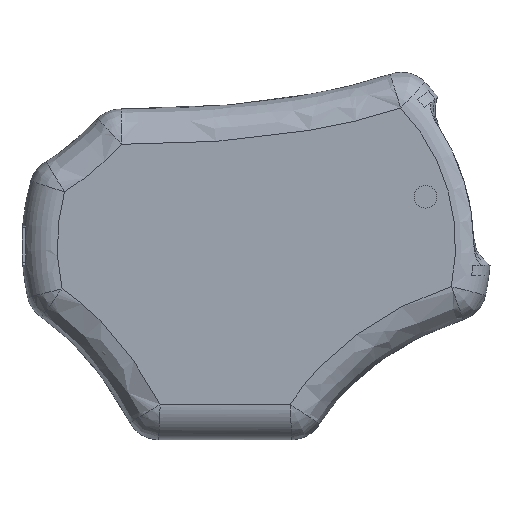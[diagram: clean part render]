
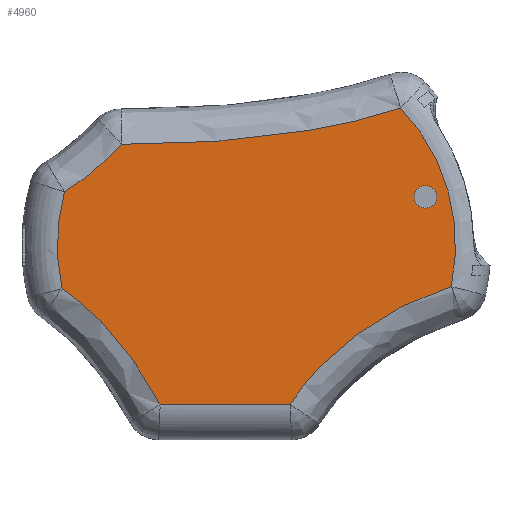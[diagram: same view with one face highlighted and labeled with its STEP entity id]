
A CAD part, front view. The second image highlights one B-rep face of the part: STEP entity #4960.
In plain terms, the highlighted planar face has unit normal (0, -1, 0).
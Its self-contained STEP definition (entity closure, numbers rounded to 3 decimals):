
#18=FACE_BOUND('',#826,.T.);
#172=CIRCLE('',#5222,2.25);
#199=CIRCLE('',#5285,39.5);
#206=CIRCLE('',#5294,39.5);
#329=PLANE('',#5297);
#545=FACE_OUTER_BOUND('',#825,.T.);
#825=EDGE_LOOP('',(#3968,#3969,#3970,#3971,#3972,#3973,#3974));
#826=EDGE_LOOP('',(#3975));
#1130=LINE('',#10797,#1484);
#1484=VECTOR('',#5991,10.);
#1880=B_SPLINE_CURVE_WITH_KNOTS('',3,(#10447,#10448,#10449,#10450,#10451,
#10452,#10453,#10454,#10455,#10456,#10457,#10458,#10459,#10460,#10461,#10462),
 .UNSPECIFIED.,.F.,.F.,(4,1,1,1,1,2,1,1,1,1,1,1,4),(0.03,
0.047,0.093,0.187,0.561,
1.308,2.067,2.574,2.827,2.953,
3.017,3.048,3.06),.UNSPECIFIED.);
#1882=B_SPLINE_CURVE_WITH_KNOTS('',3,(#10577,#10578,#10579,#10580,#10581,
#10582,#10583,#10584,#10585,#10586,#10587,#10588,#10589,#10590,#10591),
 .UNSPECIFIED.,.F.,.F.,(4,1,1,1,1,2,1,1,1,1,1,4),(0.02,0.027,
0.054,0.108,0.215,0.376,
1.03,1.194,1.357,1.439,1.48,
1.499),.UNSPECIFIED.);
#1890=B_SPLINE_CURVE_WITH_KNOTS('',3,(#10920,#10921,#10922,#10923,#10924,
#10925,#10926,#10927,#10928,#10929,#10930,#10931,#10932,#10933,#10934,#10935,
#10936,#10937),.UNSPECIFIED.,.F.,.F.,(4,1,1,1,1,1,2,1,2,1,1,1,1,4),(0.021,
0.087,0.174,0.348,0.695,
1.39,2.433,3.493,4.288,5.065,
5.453,5.55,5.599,5.614),
 .UNSPECIFIED.);
#1897=B_SPLINE_CURVE_WITH_KNOTS('',3,(#11238,#11239,#11240,#11241,#11242,
#11243,#11244,#11245,#11246,#11247,#11248,#11249,#11250,#11251,#11252,#11253,
#11254),.UNSPECIFIED.,.F.,.F.,(4,1,1,1,1,2,1,2,1,1,1,1,4),(0.029,
0.034,0.068,0.137,0.41,
0.957,2.145,3.035,3.628,3.924,
3.998,4.035,4.044),.UNSPECIFIED.);
#2174=VERTEX_POINT('',#9100);
#2238=VERTEX_POINT('',#10162);
#2242=VERTEX_POINT('',#10197);
#2243=VERTEX_POINT('',#10209);
#2249=VERTEX_POINT('',#10435);
#2250=VERTEX_POINT('',#10576);
#2256=VERTEX_POINT('',#10782);
#2258=VERTEX_POINT('',#10919);
#2733=EDGE_CURVE('',#2174,#2174,#172,.T.);
#2859=EDGE_CURVE('',#2242,#2243,#199,.T.);
#2869=EDGE_CURVE('',#2249,#2242,#1880,.T.);
#2871=EDGE_CURVE('',#2243,#2250,#1882,.T.);
#2881=EDGE_CURVE('',#2256,#2249,#1130,.T.);
#2883=EDGE_CURVE('',#2250,#2258,#1890,.T.);
#2892=EDGE_CURVE('',#2238,#2256,#1897,.T.);
#2894=EDGE_CURVE('',#2258,#2238,#206,.T.);
#3968=ORIENTED_EDGE('',*,*,#2859,.F.);
#3969=ORIENTED_EDGE('',*,*,#2869,.F.);
#3970=ORIENTED_EDGE('',*,*,#2881,.F.);
#3971=ORIENTED_EDGE('',*,*,#2892,.F.);
#3972=ORIENTED_EDGE('',*,*,#2894,.F.);
#3973=ORIENTED_EDGE('',*,*,#2883,.F.);
#3974=ORIENTED_EDGE('',*,*,#2871,.F.);
#3975=ORIENTED_EDGE('',*,*,#2733,.T.);
#4960=ADVANCED_FACE('',(#545,#18),#329,.F.);
#5222=AXIS2_PLACEMENT_3D('',#9101,#5802,#5803);
#5285=AXIS2_PLACEMENT_3D('',#10210,#5979,#5980);
#5294=AXIS2_PLACEMENT_3D('',#11274,#5999,#6000);
#5297=AXIS2_PLACEMENT_3D('',#11355,#6009,#6010);
#5802=DIRECTION('center_axis',(0.,1.,0.));
#5803=DIRECTION('ref_axis',(1.,0.,0.));
#5979=DIRECTION('center_axis',(0.,1.,0.));
#5980=DIRECTION('ref_axis',(-1.,0.,0.026));
#5991=DIRECTION('',(-1.,0.,0.));
#5999=DIRECTION('center_axis',(0.,1.,0.));
#6000=DIRECTION('ref_axis',(0.989,0.,-0.15));
#6009=DIRECTION('center_axis',(0.,1.,0.));
#6010=DIRECTION('ref_axis',(1.,0.,0.));
#9100=CARTESIAN_POINT('',(31.29,0.,9.61));
#9101=CARTESIAN_POINT('Origin',(33.54,0.,9.61));
#10162=CARTESIAN_POINT('',(38.645,0.,-8.172));
#10197=CARTESIAN_POINT('',(-38.545,0.,-8.632));
#10209=CARTESIAN_POINT('',(-38.046,0.,10.618));
#10210=CARTESIAN_POINT('Origin',(0.,0.,0.));
#10435=CARTESIAN_POINT('',(-19.077,0.,-31.566));
#10447=CARTESIAN_POINT('Ctrl Pts',(-19.077,0.,
-31.566));
#10448=CARTESIAN_POINT('Ctrl Pts',(-19.104,0.,
-31.517));
#10449=CARTESIAN_POINT('Ctrl Pts',(-19.206,0.,
-31.33));
#10450=CARTESIAN_POINT('Ctrl Pts',(-19.458,0.,
-30.871));
#10451=CARTESIAN_POINT('Ctrl Pts',(-20.293,0.,
-29.373));
#10452=CARTESIAN_POINT('Ctrl Pts',(-22.349,0.,
-25.87));
#10453=CARTESIAN_POINT('Ctrl Pts',(-24.442,0.,
-22.757));
#10454=CARTESIAN_POINT('Ctrl Pts',(-27.482,0.,
-18.752));
#10455=CARTESIAN_POINT('Ctrl Pts',(-30.239,0.,
-15.547));
#10456=CARTESIAN_POINT('Ctrl Pts',(-33.989,0.,
-12.092));
#10457=CARTESIAN_POINT('Ctrl Pts',(-36.307,0.,
-10.248));
#10458=CARTESIAN_POINT('Ctrl Pts',(-37.498,0.,
-9.369));
#10459=CARTESIAN_POINT('Ctrl Pts',(-38.1,0.,
-8.941));
#10460=CARTESIAN_POINT('Ctrl Pts',(-38.393,0.,
-8.738));
#10461=CARTESIAN_POINT('Ctrl Pts',(-38.512,0.,
-8.655));
#10462=CARTESIAN_POINT('Ctrl Pts',(-38.545,0.,
-8.632));
#10576=CARTESIAN_POINT('',(-26.668,0.,20.02));
#10577=CARTESIAN_POINT('Ctrl Pts',(-38.046,0.,
10.618));
#10578=CARTESIAN_POINT('Ctrl Pts',(-38.027,0.,
10.629));
#10579=CARTESIAN_POINT('Ctrl Pts',(-37.931,0.,
10.685));
#10580=CARTESIAN_POINT('Ctrl Pts',(-37.682,0.,
10.834));
#10581=CARTESIAN_POINT('Ctrl Pts',(-37.146,0.,
11.161));
#10582=CARTESIAN_POINT('Ctrl Pts',(-36.24,0.,
11.742));
#10583=CARTESIAN_POINT('Ctrl Pts',(-35.502,0.,
12.254));
#10584=CARTESIAN_POINT('Ctrl Pts',(-33.296,0.,
13.848));
#10585=CARTESIAN_POINT('Ctrl Pts',(-31.22,0.,
15.622));
#10586=CARTESIAN_POINT('Ctrl Pts',(-28.838,0.,
17.864));
#10587=CARTESIAN_POINT('Ctrl Pts',(-27.863,0.,
18.817));
#10588=CARTESIAN_POINT('Ctrl Pts',(-27.189,0.,
19.492));
#10589=CARTESIAN_POINT('Ctrl Pts',(-26.855,0.,
19.829));
#10590=CARTESIAN_POINT('Ctrl Pts',(-26.714,0.,
19.973));
#10591=CARTESIAN_POINT('Ctrl Pts',(-26.668,0.,
20.02));
#10782=CARTESIAN_POINT('',(6.715,0.,-31.566));
#10797=CARTESIAN_POINT('',(3.497,0.,-31.566));
#10919=CARTESIAN_POINT('',(28.626,0.,27.218));
#10920=CARTESIAN_POINT('Ctrl Pts',(-26.668,0.,
20.02));
#10921=CARTESIAN_POINT('Ctrl Pts',(-26.449,0.,
20.019));
#10922=CARTESIAN_POINT('Ctrl Pts',(-25.94,0.,
20.017));
#10923=CARTESIAN_POINT('Ctrl Pts',(-24.852,0.,
20.015));
#10924=CARTESIAN_POINT('Ctrl Pts',(-22.823,0.,
20.023));
#10925=CARTESIAN_POINT('Ctrl Pts',(-18.765,0.,
20.077));
#10926=CARTESIAN_POINT('Ctrl Pts',(-11.807,0.,
20.31));
#10927=CARTESIAN_POINT('Ctrl Pts',(-6.02,0.,
20.717));
#10928=CARTESIAN_POINT('Ctrl Pts',(0.962,0.,
21.39));
#10929=CARTESIAN_POINT('Ctrl Pts',(7.093,0.,
22.149));
#10930=CARTESIAN_POINT('Ctrl Pts',(13.209,0.,
23.234));
#10931=CARTESIAN_POINT('Ctrl Pts',(18.355,0.,
24.303));
#10932=CARTESIAN_POINT('Ctrl Pts',(22.142,0.,
25.2));
#10933=CARTESIAN_POINT('Ctrl Pts',(26.178,0.,
26.386));
#10934=CARTESIAN_POINT('Ctrl Pts',(27.867,0.,
26.95));
#10935=CARTESIAN_POINT('Ctrl Pts',(28.375,0.,
27.128));
#10936=CARTESIAN_POINT('Ctrl Pts',(28.576,0.,
27.2));
#10937=CARTESIAN_POINT('Ctrl Pts',(28.626,0.,
27.218));
#11238=CARTESIAN_POINT('Ctrl Pts',(38.645,0.,
-8.172));
#11239=CARTESIAN_POINT('Ctrl Pts',(38.63,0.,
-8.177));
#11240=CARTESIAN_POINT('Ctrl Pts',(38.505,0.,
-8.216));
#11241=CARTESIAN_POINT('Ctrl Pts',(38.164,0.,
-8.326));
#11242=CARTESIAN_POINT('Ctrl Pts',(36.971,0.,
-8.719));
#11243=CARTESIAN_POINT('Ctrl Pts',(34.171,0.,
-9.72));
#11244=CARTESIAN_POINT('Ctrl Pts',(31.637,0.,
-10.81));
#11245=CARTESIAN_POINT('Ctrl Pts',(26.386,0.,
-13.343));
#11246=CARTESIAN_POINT('Ctrl Pts',(20.391,0.,
-16.975));
#11247=CARTESIAN_POINT('Ctrl Pts',(15.114,0.,
-21.512));
#11248=CARTESIAN_POINT('Ctrl Pts',(11.617,0.,
-25.065));
#11249=CARTESIAN_POINT('Ctrl Pts',(9.64,0.,
-27.312));
#11250=CARTESIAN_POINT('Ctrl Pts',(7.765,0.,
-29.931));
#11251=CARTESIAN_POINT('Ctrl Pts',(7.024,0.,
-31.072));
#11252=CARTESIAN_POINT('Ctrl Pts',(6.811,0.,
-31.411));
#11253=CARTESIAN_POINT('Ctrl Pts',(6.731,0.,
-31.541));
#11254=CARTESIAN_POINT('Ctrl Pts',(6.715,0.,
-31.566));
#11274=CARTESIAN_POINT('Origin',(0.,0.,0.));
#11355=CARTESIAN_POINT('Origin',(0.,0.,0.));
